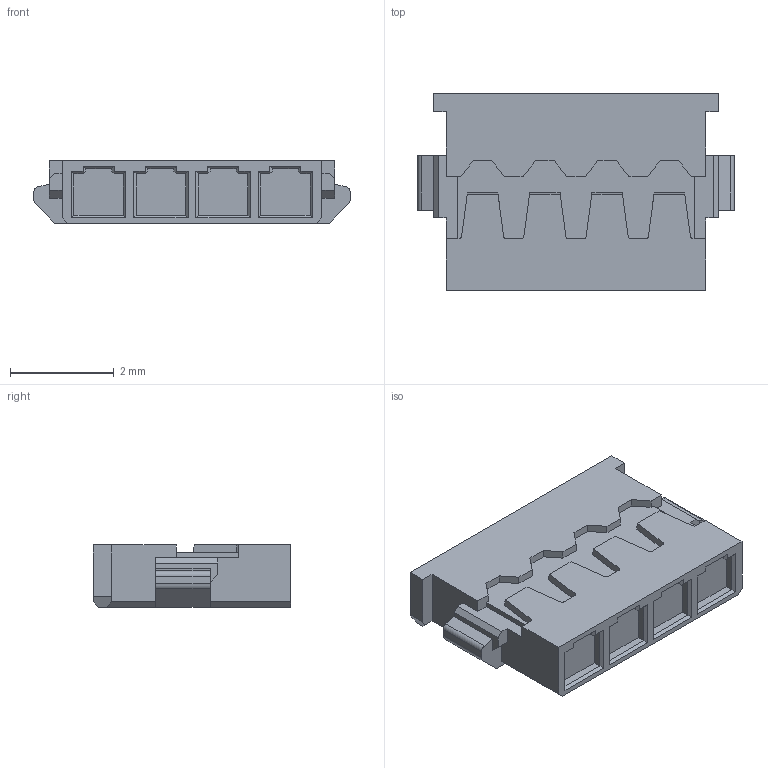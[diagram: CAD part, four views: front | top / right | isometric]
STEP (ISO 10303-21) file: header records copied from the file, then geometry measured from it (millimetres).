
FILE_DESCRIPTION(('CoCreate Modeling STEP Export'),'2;1');
FILE_NAME('WB1201(H)-H004X.stp','2021-09-18T 9:10:21',(''),(''),'CoCreate Modeling STEP processor for AP214 (Solid Model)','CoCreate Modeling 16.00 13-May-2008 (C) Parametric Technology GmbH','');
FILE_SCHEMA(('AUTOMOTIVE_DESIGN { 1 0 10303 214 1 1 1 1 }'));
Length unit declared in the file: millimetre
Products named in the file (2): WB1201(H)-H004X
Assembly tree (1 placements, depth 2):
  WB1201(H)-H004X
    WB1201(H)-H004X
Bounding box: 6.1 x 3.8 x 1.2 mm (x, y, z)
Volume: 21.2 mm3; surface area: 74.7 mm2
Topology: 1 solids, 1 shells, 199 faces, 537 edges, 344 vertices
Faces by surface type: plane 187, cylinder 12
Entity records: 6056 total; most frequent: ORIENTED_EDGE 1074, CARTESIAN_POINT 1067, DIRECTION 940, EDGE_CURVE 537, VECTOR 506, LINE 506, VERTEX_POINT 344, AXIS2_PLACEMENT_3D 217
